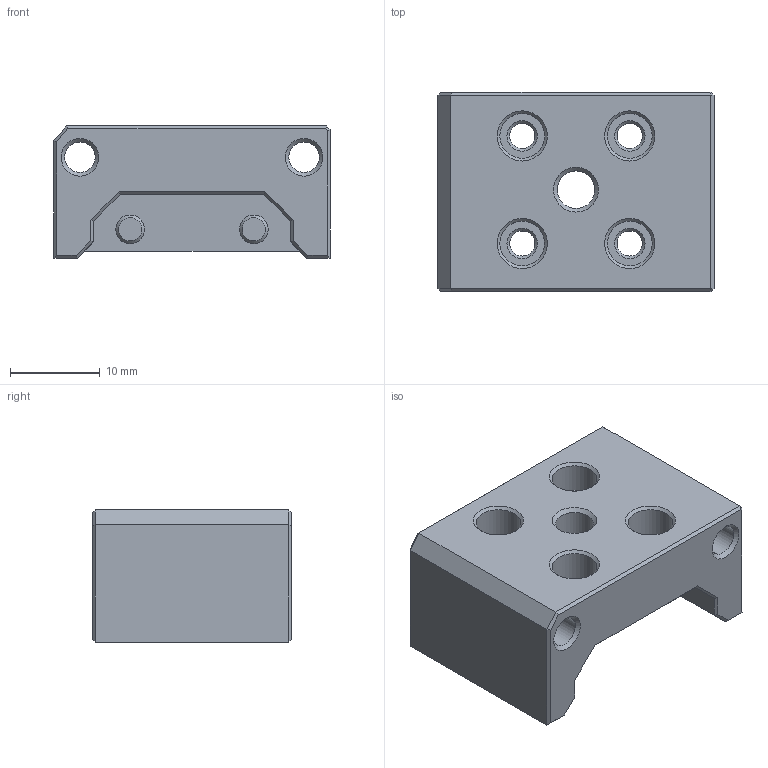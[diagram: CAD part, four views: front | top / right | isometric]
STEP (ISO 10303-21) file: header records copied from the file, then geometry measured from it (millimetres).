
FILE_DESCRIPTION(/* description */ (''),/* implementation_level */ '2;1');
FILE_NAME(/* name */ 'Hotend_Mount_Creality_Spider_Pro.step',/* time_stamp */ '2023-01-19T08:17:03-08:00',/* author */ (''),/* organization */ (''),/* preprocessor_version */ 'ST-DEVELOPER v19.2',/* originating_system */ 'Autodesk Translation Framework v11.17.0.187',/* authorisation */ '');
FILE_SCHEMA (('AUTOMOTIVE_DESIGN { 1 0 10303 214 3 1 1 }'));
Length unit declared in the file: millimetre
Products named in the file (3): Hotend Mounts v9.step; Hotend_Mount_Drop_Effect_XG (1):1; Hotend_Mount_Drop_Effect_XG:1
Assembly tree (2 placements, depth 3):
  Hotend Mounts v9.step
    Hotend_Mount_Drop_Effect_XG (1):1
      Hotend_Mount_Drop_Effect_XG:1
Bounding box: 30.8 x 22.19 x 14.75 mm (x, y, z)
Volume: 6167.6 mm3; surface area: 3864.7 mm2
Topology: 1 solids, 1 shells, 214 faces, 555 edges, 358 vertices
Faces by surface type: bspline 96, plane 90, cone 15, cylinder 13
Full cylindrical faces by diameter (mm): 2.8 x4, 3.2 x2, 3.4 x2, 4.2 x1, 5 x4
Entity records: 7655 total; most frequent: CARTESIAN_POINT 2956, ORIENTED_EDGE 1110, DIRECTION 653, EDGE_CURVE 555, VERTEX_POINT 358, LINE 319, VECTOR 319, EDGE_LOOP 243
